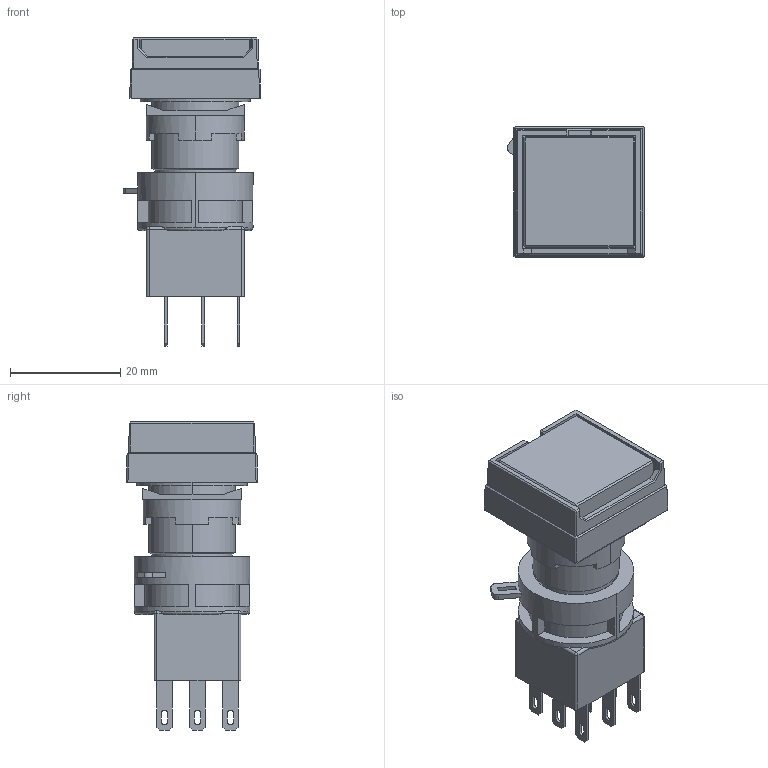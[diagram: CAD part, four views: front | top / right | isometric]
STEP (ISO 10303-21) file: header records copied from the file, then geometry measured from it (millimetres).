
FILE_DESCRIPTION (( 'STEP AP214' ), '1' );
FILE_NAME ('03_HA2L-[M][A]1Cx$$.STEP', '2020-10-28T02:11:21', ( 'IDEC' ), ( 'IDEC' ), 'SwSTEP 2.0', 'SolidWorks 2019', '' );
FILE_SCHEMA (( 'AUTOMOTIVE_DESIGN' ));
Length unit declared in the file: millimetre
Products named in the file (4): HA-C20; 16-NUT-SET; HA2L-BODY; 03_HA2L-[M][A]1Cx$$
Assembly tree (3 placements, depth 2):
  03_HA2L-[M][A]1Cx$$
    HA2L-BODY
    HA-C20
    16-NUT-SET
Bounding box: 24.99 x 23.8 x 56 mm (x, y, z)
Volume: 15514.3 mm3; surface area: 7934.1 mm2
Topology: 3 solids, 3 shells, 310 faces, 798 edges, 510 vertices
Faces by surface type: plane 242, cylinder 56, bspline 8, cone 4
Entity records: 10479 total; most frequent: CARTESIAN_POINT 2148, ORIENTED_EDGE 1588, DIRECTION 1512, EDGE_CURVE 794, LINE 620, VECTOR 620, VERTEX_POINT 510, AXIS2_PLACEMENT_3D 446
